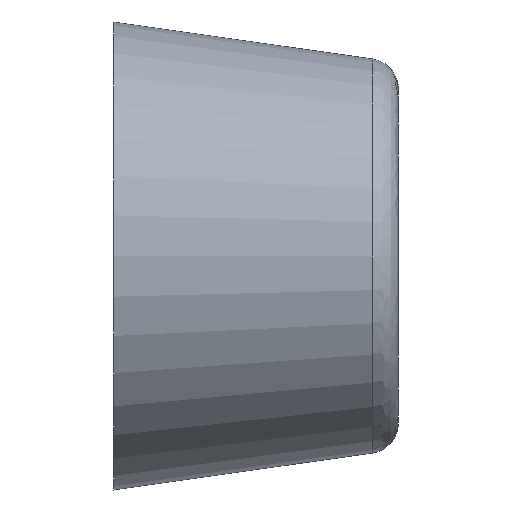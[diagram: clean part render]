
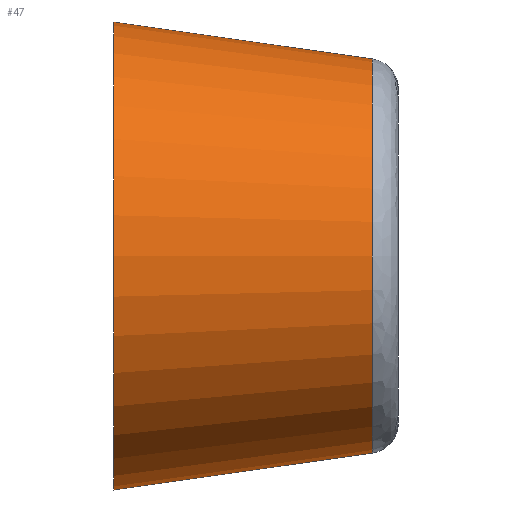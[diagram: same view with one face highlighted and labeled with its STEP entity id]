
A CAD part, left-side view. The second image highlights one B-rep face of the part: STEP entity #47.
In plain terms, the highlighted free-form (B-spline) face has degree [2, 1] with [5, 2] control points.
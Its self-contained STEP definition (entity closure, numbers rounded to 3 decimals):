
#47=ADVANCED_FACE('',(#125),#124,.T.);
#124=( BOUNDED_SURFACE() B_SPLINE_SURFACE( 2,1,((#244,#245),(#246,#247),(#248,#249),(#250,#251),(#252,#253)), .UNSPECIFIED.,.F.,.F.,.F.) B_SPLINE_SURFACE_WITH_KNOTS((3,2,3),(2,2),(0.,0.5,1.),(0.,1.), .UNSPECIFIED. ) GEOMETRIC_REPRESENTATION_ITEM() RATIONAL_B_SPLINE_SURFACE(((1.,1.),(0.707,0.707),(1.,1.),(0.707,0.707),(1.,1.))) REPRESENTATION_ITEM('') SURFACE() );
#125=FACE_OUTER_BOUND('',#254,.T.);
#244=CARTESIAN_POINT('',(0.,-12.712,-9.684));
#245=CARTESIAN_POINT('',(0.,0.,-11.5));
#246=CARTESIAN_POINT('',(-9.684,-12.712,-9.684));
#247=CARTESIAN_POINT('',(-11.5,0.,-11.5));
#248=CARTESIAN_POINT('',(-9.684,-12.712,0.));
#249=CARTESIAN_POINT('',(-11.5,0.,0.));
#250=CARTESIAN_POINT('',(-9.684,-12.712,9.684));
#251=CARTESIAN_POINT('',(-11.5,0.,11.5));
#252=CARTESIAN_POINT('',(0.,-12.712,9.684));
#253=CARTESIAN_POINT('',(0.,0.,11.5));
#254=EDGE_LOOP('',(#304,#305,#306,#307));
#304=ORIENTED_EDGE('',*,*,#328,.T.);
#305=ORIENTED_EDGE('',*,*,#338,.F.);
#306=ORIENTED_EDGE('',*,*,#335,.F.);
#307=ORIENTED_EDGE('',*,*,#339,.T.);
#328=EDGE_CURVE('',#398,#399,#400,.T.);
#335=EDGE_CURVE('',#438,#445,#446,.T.);
#338=EDGE_CURVE('',#445,#399,#464,.T.);
#339=EDGE_CURVE('',#438,#398,#470,.T.);
#398=VERTEX_POINT('',#528);
#399=VERTEX_POINT('',#529);
#400=CIRCLE('',#533,11.5);
#438=VERTEX_POINT('',#552);
#445=VERTEX_POINT('',#556);
#446=CIRCLE('',#560,9.684);
#464=(BOUNDED_CURVE() B_SPLINE_CURVE(1,(#570,#571),.UNSPECIFIED.,.F.,.F.) B_SPLINE_CURVE_WITH_KNOTS((2,2),(0.,1.),.UNSPECIFIED.) CURVE() GEOMETRIC_REPRESENTATION_ITEM() RATIONAL_B_SPLINE_CURVE((1.,1.)) REPRESENTATION_ITEM('') );
#470=(BOUNDED_CURVE() B_SPLINE_CURVE(1,(#572,#573),.UNSPECIFIED.,.F.,.F.) B_SPLINE_CURVE_WITH_KNOTS((2,2),(0.,1.),.UNSPECIFIED.) CURVE() GEOMETRIC_REPRESENTATION_ITEM() RATIONAL_B_SPLINE_CURVE((0.75,0.75)) REPRESENTATION_ITEM('') );
#528=CARTESIAN_POINT('',(0.,0.,11.5));
#529=CARTESIAN_POINT('',(0.,0.,-11.5));
#530=CARTESIAN_POINT('',(0.,0.,0.));
#531=DIRECTION('',(0.,-1.,0.));
#532=DIRECTION('',(0.,0.,-1.));
#533=AXIS2_PLACEMENT_3D('',#530,#531,#532);
#552=CARTESIAN_POINT('',(0.,-12.712,9.684));
#556=CARTESIAN_POINT('',(0.,-12.712,-9.684));
#557=CARTESIAN_POINT('',(0.,-12.712,0.));
#558=DIRECTION('',(0.,-1.,0.));
#559=DIRECTION('',(0.,0.,-1.));
#560=AXIS2_PLACEMENT_3D('',#557,#558,#559);
#570=CARTESIAN_POINT('',(0.,-12.712,-9.684));
#571=CARTESIAN_POINT('',(0.,0.,-11.5));
#572=CARTESIAN_POINT('',(0.,-12.712,9.684));
#573=CARTESIAN_POINT('',(0.,0.,11.5));
